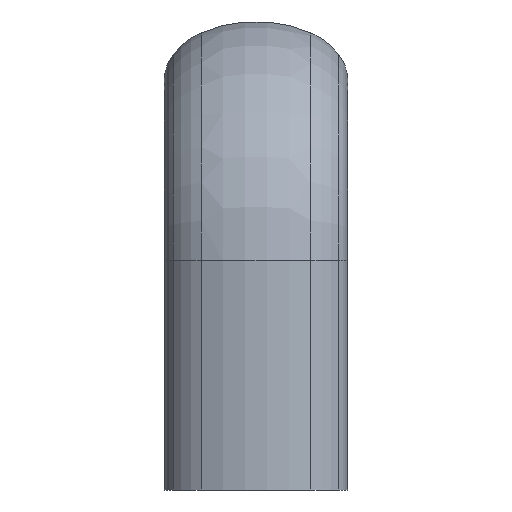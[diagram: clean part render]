
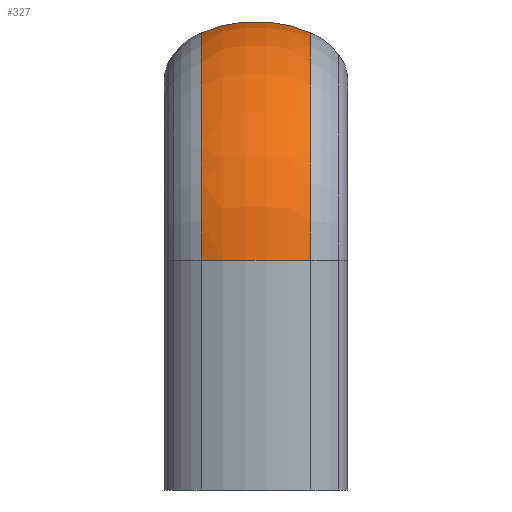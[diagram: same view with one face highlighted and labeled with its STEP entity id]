
A CAD part, left-side view. The second image highlights one B-rep face of the part: STEP entity #327.
In plain terms, the highlighted toroidal (fillet/blend) face has major radius 10.801 mm and minor radius 15.199 mm.
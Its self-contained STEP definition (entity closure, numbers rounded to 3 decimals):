
#327=ADVANCED_FACE('',(#911),#912,.T.);
#425=VERTEX_POINT('',#1021);
#563=EDGE_CURVE('',#617,#583,#1179,.T.);
#573=EDGE_CURVE('',#583,#831,#1189,.T.);
#583=VERTEX_POINT('',#1200);
#609=EDGE_CURVE('',#617,#425,#1229,.T.);
#617=VERTEX_POINT('',#1238);
#773=EDGE_CURVE('',#425,#831,#1414,.T.);
#831=VERTEX_POINT('',#1480);
#911=FACE_OUTER_BOUND('',#1558,.T.);
#912=TOROIDAL_SURFACE('',#1559,10.801,15.199);
#1021=CARTESIAN_POINT('',(19.5,-5.967,49.78));
#1179=CIRCLE('',#1898,15.199);
#1189=CIRCLE('',#1910,24.78);
#1200=CARTESIAN_POINT('',(-5.28,5.967,25.0));
#1229=CIRCLE('',#1957,24.78);
#1238=CARTESIAN_POINT('',(-5.28,-5.967,25.0));
#1414=CIRCLE('',#2203,15.199);
#1480=CARTESIAN_POINT('',(19.5,5.967,49.78));
#1558=EDGE_LOOP('',(#2370,#2371,#2372,#2373));
#1559=AXIS2_PLACEMENT_3D('',#2374,#2375,#2376);
#1898=AXIS2_PLACEMENT_3D('',#2763,#2764,#2765);
#1910=AXIS2_PLACEMENT_3D('',#2769,#2770,#2771);
#1957=AXIS2_PLACEMENT_3D('',#2819,#2820,#2821);
#2203=AXIS2_PLACEMENT_3D('',#3070,#3071,#3072);
#2370=ORIENTED_EDGE('',*,*,#773,.T.);
#2371=ORIENTED_EDGE('',*,*,#573,.F.);
#2372=ORIENTED_EDGE('',*,*,#563,.F.);
#2373=ORIENTED_EDGE('',*,*,#609,.T.);
#2374=CARTESIAN_POINT('',(19.5,0.,25.0));
#2375=DIRECTION('',(0.0,1.0,0.0));
#2376=DIRECTION('',(0.0,0.0,-1.0));
#2763=CARTESIAN_POINT('',(8.699,0.,25.0));
#2764=DIRECTION('',(0.0,0.0,-1.0));
#2765=DIRECTION('',(-0.92,0.393,0.0));
#2769=CARTESIAN_POINT('',(19.5,5.967,25.0));
#2770=DIRECTION('',(0.0,1.0,0.0));
#2771=DIRECTION('',(-1.0,0.0,0.0));
#2819=CARTESIAN_POINT('',(19.5,-5.967,25.0));
#2820=DIRECTION('',(0.0,1.0,0.0));
#2821=DIRECTION('',(-1.0,0.0,0.0));
#3070=CARTESIAN_POINT('',(19.5,0.,35.801));
#3071=DIRECTION('',(-1.0,0.0,0.));
#3072=DIRECTION('',(0.,0.393,0.92));
